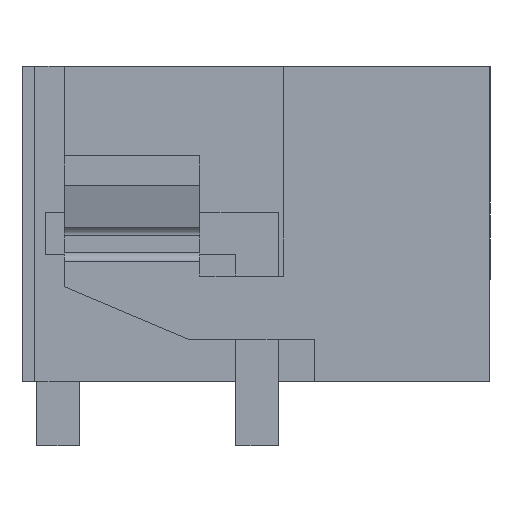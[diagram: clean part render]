
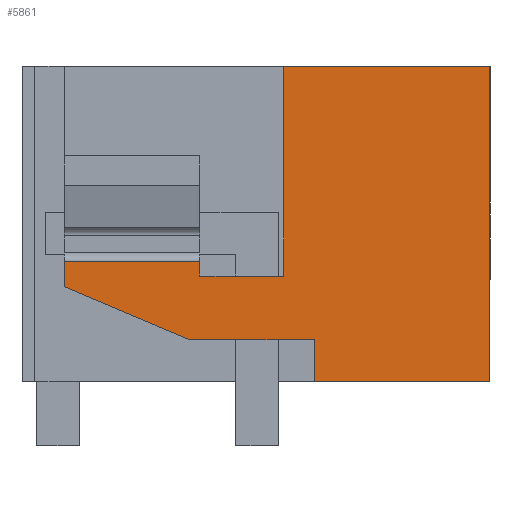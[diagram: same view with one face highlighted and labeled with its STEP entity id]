
A CAD part, left-side view. The second image highlights one B-rep face of the part: STEP entity #5861.
In plain terms, the highlighted planar face has unit normal (-1, 0, 0).
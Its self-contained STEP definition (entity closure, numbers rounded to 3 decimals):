
#5803=AXIS2_PLACEMENT_3D('Plane Axis2P3D',#5800,#5801,#5802) ;
#2843=CARTESIAN_POINT('Vertex',(0.,4.875,8.95)) ;
#2846=CARTESIAN_POINT('Line Origine',(0.,2.438,8.95)) ;
#2850=CARTESIAN_POINT('Vertex',(0.,0.,8.95)) ;
#3665=CARTESIAN_POINT('Vertex',(0.,0.,1.5)) ;
#3668=CARTESIAN_POINT('Line Origine',(0.,2.075,1.5)) ;
#3672=CARTESIAN_POINT('Vertex',(0.,4.15,1.5)) ;
#5591=CARTESIAN_POINT('Vertex',(0.,10.05,3.75)) ;
#5594=CARTESIAN_POINT('Line Origine',(0.,10.05,4.05)) ;
#5598=CARTESIAN_POINT('Vertex',(0.,10.05,4.35)) ;
#5785=CARTESIAN_POINT('Vertex',(0.,4.875,4.)) ;
#5788=CARTESIAN_POINT('Line Origine',(0.,4.875,6.475)) ;
#5800=CARTESIAN_POINT('Axis2P3D Location',(0.,11.05,-1.7)) ;
#5805=CARTESIAN_POINT('Line Origine',(0.,0.,5.225)) ;
#5810=CARTESIAN_POINT('Line Origine',(0.,5.863,4.)) ;
#5814=CARTESIAN_POINT('Vertex',(0.,6.85,4.)) ;
#5817=CARTESIAN_POINT('Line Origine',(0.,6.85,4.175)) ;
#5821=CARTESIAN_POINT('Vertex',(0.,6.85,4.35)) ;
#5824=CARTESIAN_POINT('Line Origine',(0.,8.45,4.35)) ;
#5829=CARTESIAN_POINT('Line Origine',(0.,8.571,3.123)) ;
#5833=CARTESIAN_POINT('Vertex',(0.,7.092,2.497)) ;
#5836=CARTESIAN_POINT('Line Origine',(0.,5.621,2.497)) ;
#5840=CARTESIAN_POINT('Vertex',(0.,4.15,2.497)) ;
#5843=CARTESIAN_POINT('Line Origine',(0.,4.15,1.998)) ;
#2847=DIRECTION('Vector Direction',(0.,-1.,0.)) ;
#3669=DIRECTION('Vector Direction',(0.,1.,0.)) ;
#5595=DIRECTION('Vector Direction',(0.,0.,-1.)) ;
#5789=DIRECTION('Vector Direction',(0.,0.,1.)) ;
#5801=DIRECTION('Axis2P3D Direction',(-1.,0.,0.)) ;
#5802=DIRECTION('Axis2P3D XDirection',(0.,-1.,0.)) ;
#5806=DIRECTION('Vector Direction',(0.,0.,-1.)) ;
#5811=DIRECTION('Vector Direction',(0.,1.,0.)) ;
#5818=DIRECTION('Vector Direction',(0.,0.,1.)) ;
#5825=DIRECTION('Vector Direction',(0.,-1.,0.)) ;
#5830=DIRECTION('Vector Direction',(0.,0.921,0.39)) ;
#5837=DIRECTION('Vector Direction',(0.,-1.,0.)) ;
#5844=DIRECTION('Vector Direction',(0.,0.,-1.)) ;
#2848=VECTOR('Line Direction',#2847,1.) ;
#3670=VECTOR('Line Direction',#3669,1.) ;
#5596=VECTOR('Line Direction',#5595,1.) ;
#5790=VECTOR('Line Direction',#5789,1.) ;
#5807=VECTOR('Line Direction',#5806,1.) ;
#5812=VECTOR('Line Direction',#5811,1.) ;
#5819=VECTOR('Line Direction',#5818,1.) ;
#5826=VECTOR('Line Direction',#5825,1.) ;
#5831=VECTOR('Line Direction',#5830,1.) ;
#5838=VECTOR('Line Direction',#5837,1.) ;
#5845=VECTOR('Line Direction',#5844,1.) ;
#5849=ORIENTED_EDGE('',*,*,#3674,.T.) ;
#5850=ORIENTED_EDGE('',*,*,#5809,.T.) ;
#5851=ORIENTED_EDGE('',*,*,#2852,.T.) ;
#5852=ORIENTED_EDGE('',*,*,#5792,.T.) ;
#5853=ORIENTED_EDGE('',*,*,#5816,.T.) ;
#5854=ORIENTED_EDGE('',*,*,#5823,.T.) ;
#5855=ORIENTED_EDGE('',*,*,#5828,.F.) ;
#5856=ORIENTED_EDGE('',*,*,#5600,.T.) ;
#5857=ORIENTED_EDGE('',*,*,#5835,.T.) ;
#5858=ORIENTED_EDGE('',*,*,#5842,.T.) ;
#5859=ORIENTED_EDGE('',*,*,#5847,.T.) ;
#5861=ADVANCED_FACE('HOUSING',(#5860),#5804,.T.) ;
#2852=EDGE_CURVE('',#2851,#2844,#2849,.F.) ;
#3674=EDGE_CURVE('',#3673,#3666,#3671,.F.) ;
#5600=EDGE_CURVE('',#5599,#5592,#5597,.T.) ;
#5792=EDGE_CURVE('',#2844,#5786,#5791,.F.) ;
#5809=EDGE_CURVE('',#3666,#2851,#5808,.F.) ;
#5816=EDGE_CURVE('',#5786,#5815,#5813,.T.) ;
#5823=EDGE_CURVE('',#5815,#5822,#5820,.T.) ;
#5828=EDGE_CURVE('',#5599,#5822,#5827,.T.) ;
#5835=EDGE_CURVE('',#5592,#5834,#5832,.F.) ;
#5842=EDGE_CURVE('',#5834,#5841,#5839,.T.) ;
#5847=EDGE_CURVE('',#5841,#3673,#5846,.T.) ;
#5848=EDGE_LOOP('',(#5849,#5850,#5851,#5852,#5853,#5854,#5855,#5856,#5857,#5858,#5859)) ;
#5860=FACE_OUTER_BOUND('',#5848,.T.) ;
#2849=LINE('Line',#2846,#2848) ;
#3671=LINE('Line',#3668,#3670) ;
#5597=LINE('Line',#5594,#5596) ;
#5791=LINE('Line',#5788,#5790) ;
#5808=LINE('Line',#5805,#5807) ;
#5813=LINE('Line',#5810,#5812) ;
#5820=LINE('Line',#5817,#5819) ;
#5827=LINE('Line',#5824,#5826) ;
#5832=LINE('Line',#5829,#5831) ;
#5839=LINE('Line',#5836,#5838) ;
#5846=LINE('Line',#5843,#5845) ;
#5804=PLANE('',#5803) ;
#2844=VERTEX_POINT('',#2843) ;
#2851=VERTEX_POINT('',#2850) ;
#3666=VERTEX_POINT('',#3665) ;
#3673=VERTEX_POINT('',#3672) ;
#5592=VERTEX_POINT('',#5591) ;
#5599=VERTEX_POINT('',#5598) ;
#5786=VERTEX_POINT('',#5785) ;
#5815=VERTEX_POINT('',#5814) ;
#5822=VERTEX_POINT('',#5821) ;
#5834=VERTEX_POINT('',#5833) ;
#5841=VERTEX_POINT('',#5840) ;
